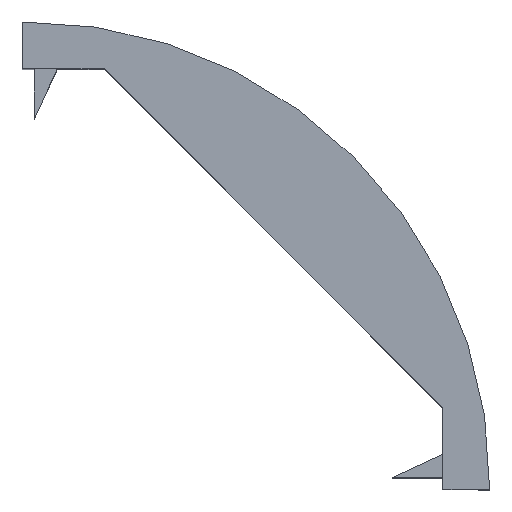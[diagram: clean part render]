
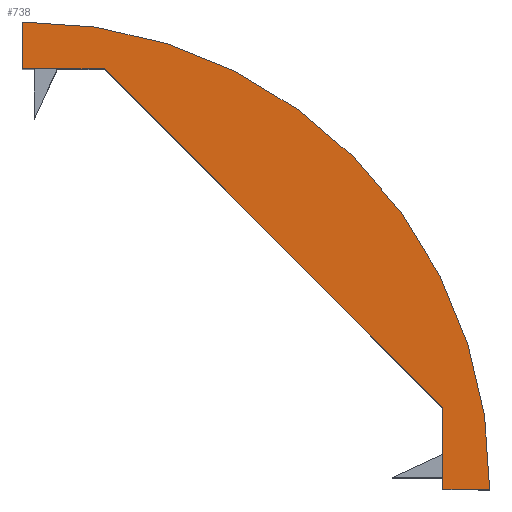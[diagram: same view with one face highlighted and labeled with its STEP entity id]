
A CAD part, top view. The second image highlights one B-rep face of the part: STEP entity #738.
In plain terms, the highlighted planar face has unit normal (0, 0, 1).
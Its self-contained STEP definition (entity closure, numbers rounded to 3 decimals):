
#33 = ORIENTED_EDGE ( 'NONE', *, *, #921, .T. ) ;
#46 = ORIENTED_EDGE ( 'NONE', *, *, #252, .T. ) ;
#92 = EDGE_CURVE ( 'NONE', #986, #1177, #651, .T. ) ;
#113 = VERTEX_POINT ( 'NONE', #1172 ) ;
#116 = CARTESIAN_POINT ( 'NONE',  ( 7., 35.952, 36.3 ) ) ;
#130 = LINE ( 'NONE', #787, #754 ) ;
#171 = ORIENTED_EDGE ( 'NONE', *, *, #945, .T. ) ;
#216 = DIRECTION ( 'NONE',  ( 0., 0., 1. ) ) ;
#239 = EDGE_LOOP ( 'NONE', ( #171, #33, #1199, #1015, #412, #46 ) ) ;
#252 = EDGE_CURVE ( 'NONE', #1177, #1219, #130, .T. ) ;
#365 = AXIS2_PLACEMENT_3D ( 'NONE', #463, #1162, #1143 ) ;
#391 = VECTOR ( 'NONE', #673, 1000. ) ;
#397 = DIRECTION ( 'NONE',  ( 1., 0., 0. ) ) ;
#412 = ORIENTED_EDGE ( 'NONE', *, *, #92, .T. ) ;
#452 = LINE ( 'NONE', #116, #854 ) ;
#454 = AXIS2_PLACEMENT_3D ( 'NONE', #1207, #216, #907 ) ;
#463 = CARTESIAN_POINT ( 'NONE',  ( 0.405, 0.405, 36.3 ) ) ;
#473 = DIRECTION ( 'NONE',  ( 1., 0., 0. ) ) ;
#502 = DIRECTION ( 'NONE',  ( 0.707, -0.707, 0. ) ) ;
#583 = EDGE_CURVE ( 'NONE', #113, #986, #452, .T. ) ;
#619 = CARTESIAN_POINT ( 'NONE',  ( 0., 35.952, 36.3 ) ) ;
#651 = LINE ( 'NONE', #1079, #391 ) ;
#673 = DIRECTION ( 'NONE',  ( 0., -1., 0. ) ) ;
#676 = LINE ( 'NONE', #851, #1161 ) ;
#698 = CARTESIAN_POINT ( 'NONE',  ( 0., 39.952, 36.3 ) ) ;
#708 = EDGE_CURVE ( 'NONE', #1080, #113, #676, .T. ) ;
#720 = CARTESIAN_POINT ( 'NONE',  ( 0., 39.952, 36.3 ) ) ;
#738 = ADVANCED_FACE ( 'NONE', ( #1263 ), #1150, .F. ) ;
#754 = VECTOR ( 'NONE', #397, 1000. ) ;
#787 = CARTESIAN_POINT ( 'NONE',  ( 39.952, 0., 36.3 ) ) ;
#809 = CARTESIAN_POINT ( 'NONE',  ( 35.952, 0., 36.3 ) ) ;
#851 = CARTESIAN_POINT ( 'NONE',  ( 0., 35.952, 36.3 ) ) ;
#854 = VECTOR ( 'NONE', #502, 1000. ) ;
#880 = VECTOR ( 'NONE', #1047, 1000. ) ;
#907 = DIRECTION ( 'NONE',  ( -1., 0., 0. ) ) ;
#921 = EDGE_CURVE ( 'NONE', #932, #1080, #1057, .T. ) ;
#932 = VERTEX_POINT ( 'NONE', #698 ) ;
#945 = EDGE_CURVE ( 'NONE', #1219, #932, #972, .T. ) ;
#972 = CIRCLE ( 'NONE', #454, 39.549 ) ;
#986 = VERTEX_POINT ( 'NONE', #1055 ) ;
#1015 = ORIENTED_EDGE ( 'NONE', *, *, #583, .T. ) ;
#1047 = DIRECTION ( 'NONE',  ( 0., -1., 0. ) ) ;
#1055 = CARTESIAN_POINT ( 'NONE',  ( 35.952, 7., 36.3 ) ) ;
#1057 = LINE ( 'NONE', #720, #880 ) ;
#1079 = CARTESIAN_POINT ( 'NONE',  ( 35.952, 0., 36.3 ) ) ;
#1080 = VERTEX_POINT ( 'NONE', #619 ) ;
#1143 = DIRECTION ( 'NONE',  ( -1., 0., 0. ) ) ;
#1150 = PLANE ( 'NONE',  #365 ) ;
#1161 = VECTOR ( 'NONE', #473, 1000. ) ;
#1162 = DIRECTION ( 'NONE',  ( 0., 0., -1. ) ) ;
#1172 = CARTESIAN_POINT ( 'NONE',  ( 7., 35.952, 36.3 ) ) ;
#1177 = VERTEX_POINT ( 'NONE', #809 ) ;
#1199 = ORIENTED_EDGE ( 'NONE', *, *, #708, .T. ) ;
#1201 = CARTESIAN_POINT ( 'NONE',  ( 39.952, 0., 36.3 ) ) ;
#1207 = CARTESIAN_POINT ( 'NONE',  ( 0.405, 0.405, 36.3 ) ) ;
#1219 = VERTEX_POINT ( 'NONE', #1201 ) ;
#1263 = FACE_OUTER_BOUND ( 'NONE', #239, .T. ) ;
